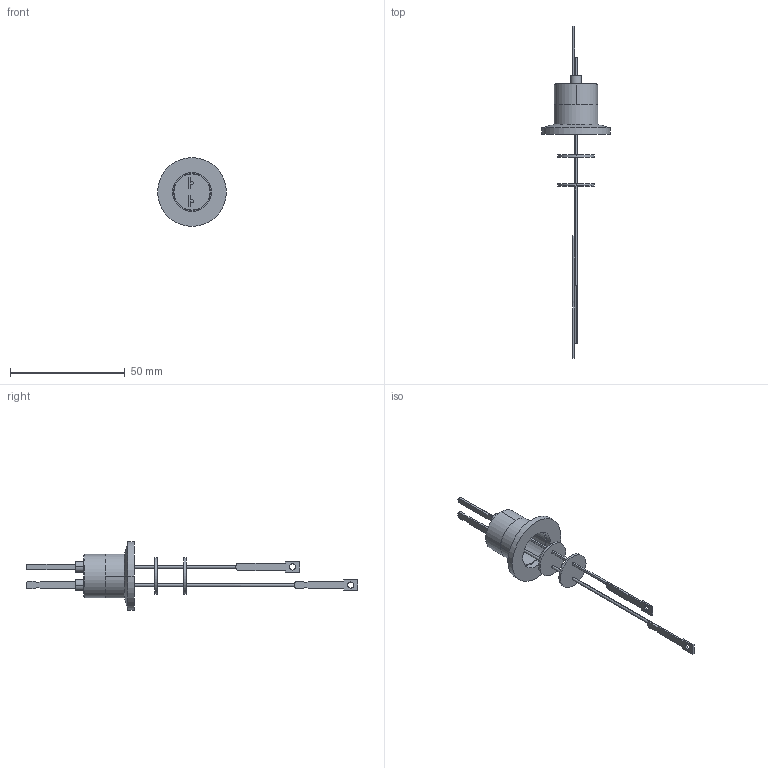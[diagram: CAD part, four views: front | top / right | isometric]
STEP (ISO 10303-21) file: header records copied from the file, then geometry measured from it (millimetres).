
FILE_DESCRIPTION (( 'STEP AP203' ), '1' );
FILE_NAME ('A0392-1-QF.STEP', '2019-11-21T13:54:30', ( '' ), ( '' ), 'SwSTEP 2.0', 'SolidWorks 2019', '' );
FILE_SCHEMA (( 'CONFIG_CONTROL_DESIGN' ));
Length unit declared in the file: inch
Products named in the file (1): A0392-1-QF
Bounding box: 29.97 x 144.65 x 29.97 mm (x, y, z)
Volume: 4680.4 mm3; surface area: 6807.5 mm2
Topology: 1 solids, 1 shells, 128 faces, 310 edges, 204 vertices
Faces by surface type: cylinder 66, plane 56, torus 4, cone 2
Entity records: 3893 total; most frequent: DIRECTION 708, CARTESIAN_POINT 655, ORIENTED_EDGE 620, EDGE_CURVE 310, AXIS2_PLACEMENT_3D 273, VERTEX_POINT 204, VECTOR 162, LINE 162
